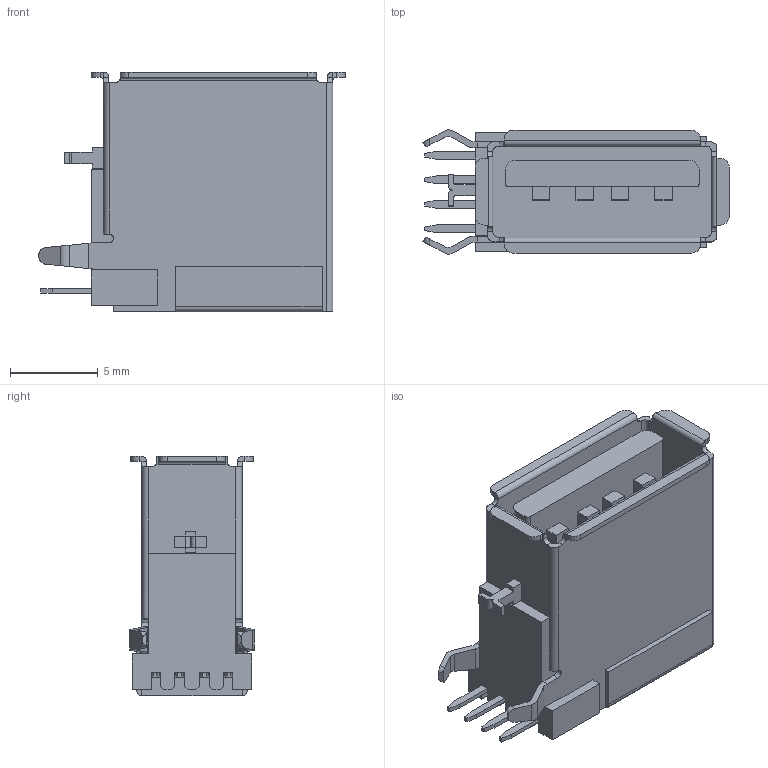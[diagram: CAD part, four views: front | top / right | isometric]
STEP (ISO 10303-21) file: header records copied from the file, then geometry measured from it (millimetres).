
FILE_DESCRIPTION(('STEP AP242'),'1');
FILE_NAME('usb_a-usb_a-e_lp.stp','2020-12-09T01:33:38',('TraceParts'),('TraceParts S.A.'),'Spatial InterOp 3D',' ',' ');
FILE_SCHEMA(('AP242_MANAGED_MODEL_BASED_3D_ENGINEERING_MIM_LF {1 0 10303 442 1 1 4}'));
Length unit declared in the file: millimetre
Products named in the file (1): usb_a-usb_a-e_lp
Bounding box: 17.5 x 7.1 x 13.7 mm (x, y, z)
Volume: 683.6 mm3; surface area: 1319.6 mm2
Topology: 1 solids, 1 shells, 231 faces, 673 edges, 448 vertices
Faces by surface type: plane 167, cylinder 64
Entity records: 9495 total; most frequent: CARTESIAN_POINT 1403, ORIENTED_EDGE 1346, DIRECTION 1257, EDGE_CURVE 673, LINE 533, VECTOR 533, VERTEX_POINT 448, AXIS2_PLACEMENT_3D 362
